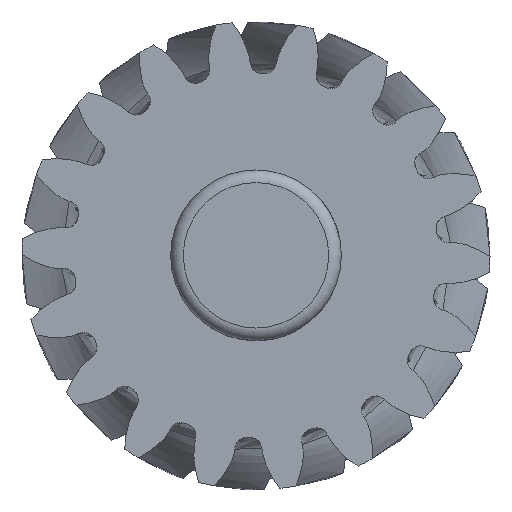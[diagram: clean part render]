
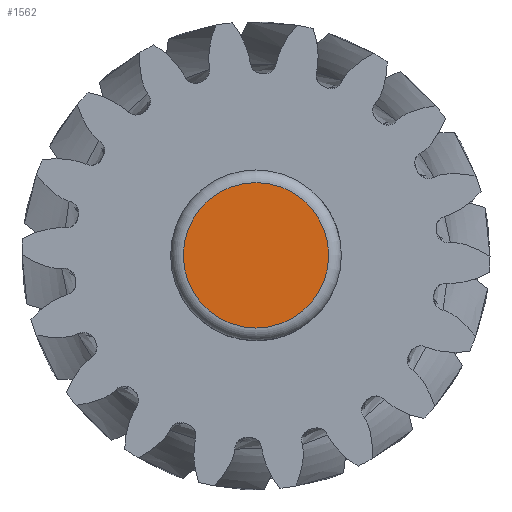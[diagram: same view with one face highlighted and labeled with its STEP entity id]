
A CAD part, top view. The second image highlights one B-rep face of the part: STEP entity #1562.
In plain terms, the highlighted planar face has unit normal (0, 0, 1).
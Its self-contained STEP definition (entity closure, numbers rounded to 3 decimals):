
#983=PLANE('',#5572);
#1265=FACE_OUTER_BOUND('',#1932,.T.);
#1562=ADVANCED_FACE('0',(#1265),#983,.T.);
#1932=EDGE_LOOP('',(#3542));
#3542=ORIENTED_EDGE('',*,*,#4881,.T.);
#4076=VERTEX_POINT('',#33149);
#4881=EDGE_CURVE('',#4076,#4076,#5085,.T.);
#5085=CIRCLE('',#5562,31.5);
#5562=AXIS2_PLACEMENT_3D('',#33148,#6541,#6542);
#5572=AXIS2_PLACEMENT_3D('',#33207,#6561,#6562);
#6541=DIRECTION('',(0.,0.,1.));
#6542=DIRECTION('',(1.,0.,0.));
#6561=DIRECTION('',(0.,0.,1.));
#6562=DIRECTION('',(1.,0.,0.));
#33148=CARTESIAN_POINT('',(-0.006,-0.023,460.));
#33149=CARTESIAN_POINT('',(31.494,-0.023,460.));
#33207=CARTESIAN_POINT('',(-0.006,-0.023,460.));
